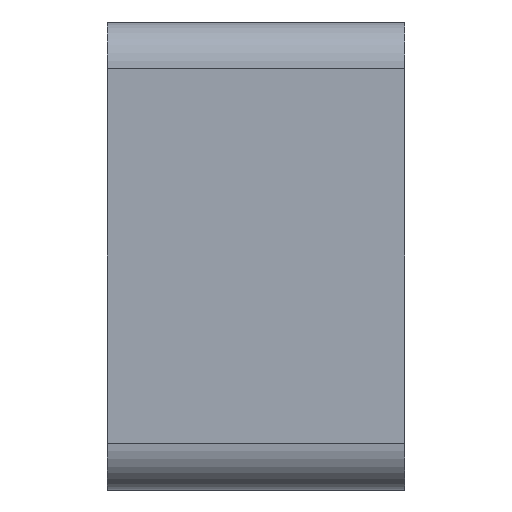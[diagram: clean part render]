
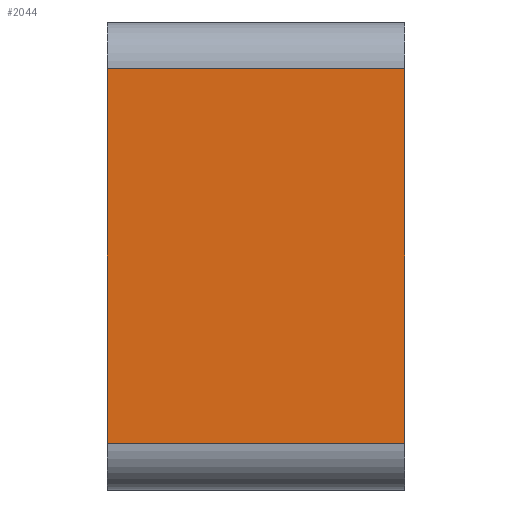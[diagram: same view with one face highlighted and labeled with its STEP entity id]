
A CAD part, left-side view. The second image highlights one B-rep face of the part: STEP entity #2044.
In plain terms, the highlighted planar face has unit normal (-1, 0, 0).
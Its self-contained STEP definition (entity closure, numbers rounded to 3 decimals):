
#67=PLANE('',#2291);
#170=FACE_OUTER_BOUND('',#281,.T.);
#281=EDGE_LOOP('',(#1773,#1774,#1775,#1776));
#297=LINE('',#2959,#470);
#443=LINE('',#3500,#616);
#446=LINE('',#3507,#619);
#463=LINE('',#3541,#636);
#470=VECTOR('',#2315,10.);
#616=VECTOR('',#2871,10.);
#619=VECTOR('',#2880,10.);
#636=VECTOR('',#2931,10.);
#776=VERTEX_POINT('',#2956);
#777=VERTEX_POINT('',#2958);
#967=VERTEX_POINT('',#3498);
#968=VERTEX_POINT('',#3505);
#979=EDGE_CURVE('',#776,#777,#297,.T.);
#1250=EDGE_CURVE('',#967,#776,#443,.T.);
#1254=EDGE_CURVE('',#777,#968,#446,.T.);
#1271=EDGE_CURVE('',#968,#967,#463,.T.);
#1773=ORIENTED_EDGE('',*,*,#1250,.F.);
#1774=ORIENTED_EDGE('',*,*,#1271,.F.);
#1775=ORIENTED_EDGE('',*,*,#1254,.F.);
#1776=ORIENTED_EDGE('',*,*,#979,.F.);
#2044=ADVANCED_FACE('',(#170),#67,.T.);
#2291=AXIS2_PLACEMENT_3D('',#3540,#2929,#2930);
#2315=DIRECTION('',(0.,0.,-1.));
#2871=DIRECTION('',(0.,-1.,0.));
#2880=DIRECTION('',(0.,1.,0.));
#2929=DIRECTION('center_axis',(-1.,0.,0.));
#2930=DIRECTION('ref_axis',(0.,0.,1.));
#2931=DIRECTION('',(0.,0.,1.));
#2956=CARTESIAN_POINT('',(-40.,0.,8.));
#2958=CARTESIAN_POINT('',(-40.,0.,-8.));
#2959=CARTESIAN_POINT('',(-40.,0.,10.));
#3498=CARTESIAN_POINT('',(-40.,12.7,8.));
#3500=CARTESIAN_POINT('',(-40.,0.,8.));
#3505=CARTESIAN_POINT('',(-40.,12.7,-8.));
#3507=CARTESIAN_POINT('',(-40.,0.,-8.));
#3540=CARTESIAN_POINT('Origin',(-40.,0.,-10.));
#3541=CARTESIAN_POINT('',(-40.,12.7,10.));
